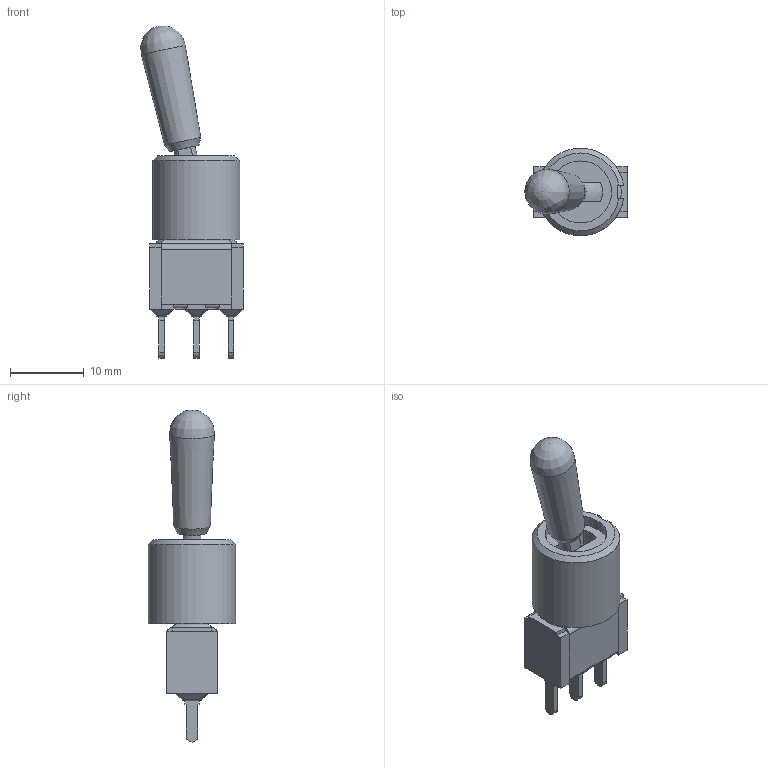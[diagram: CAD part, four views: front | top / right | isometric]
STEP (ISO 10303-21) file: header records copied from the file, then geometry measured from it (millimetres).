
FILE_DESCRIPTION(/* description */ (''),/* implementation_level */ '2;1');
FILE_NAME(/* name */ '100SPxT8B13M3xE.stp',/* time_stamp */ '2026-01-14T13:01:57-06:00',/* author */ ('jmeyers'),/* organization */ (''),/* preprocessor_version */ 'ST-DEVELOPER v18.1',/* originating_system */ 'Autodesk Inventor 2022',/* authorisation */ '');
FILE_SCHEMA (('AUTOMOTIVE_DESIGN { 1 0 10303 214 3 1 1 }'));
Length unit declared in the file: inch
Products named in the file (1): Part22
Bounding box: 13.91 x 11.84 x 44.98 mm (x, y, z)
Volume: 2180.9 mm3; surface area: 1976.6 mm2
Topology: 1 solids, 1 shells, 215 faces, 547 edges, 328 vertices
Faces by surface type: plane 150, cylinder 46, sphere 13, cone 3, torus 2, bspline 1
Full cylindrical faces by diameter (mm): 8.4 x2
Entity records: 6373 total; most frequent: CARTESIAN_POINT 1161, DIRECTION 1078, ORIENTED_EDGE 1066, EDGE_CURVE 533, LINE 406, VECTOR 406, AXIS2_PLACEMENT_3D 336, VERTEX_POINT 328
